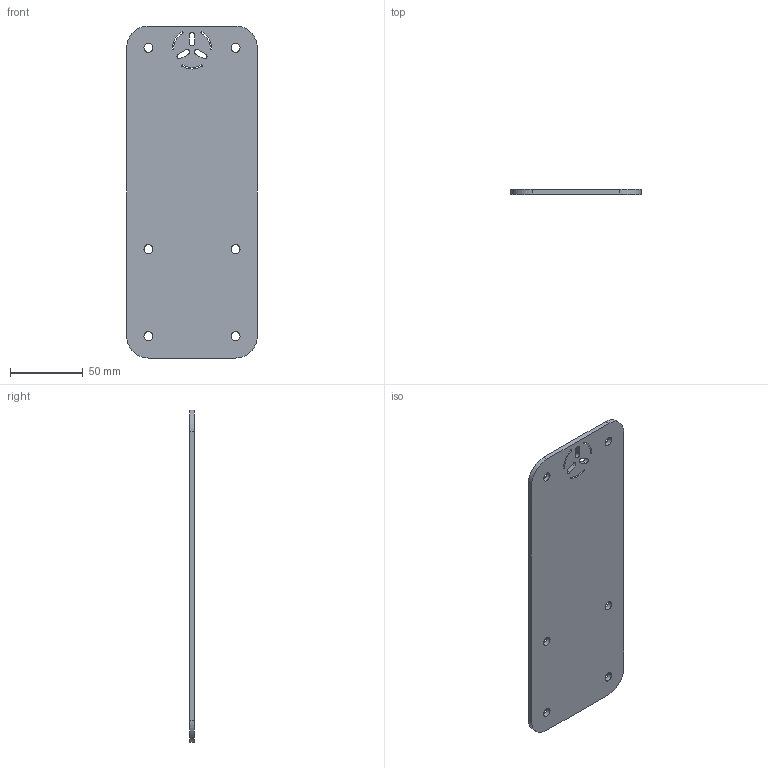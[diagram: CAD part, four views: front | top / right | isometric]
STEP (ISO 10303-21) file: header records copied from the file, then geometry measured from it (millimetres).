
FILE_DESCRIPTION (( 'STEP AP214' ), '1' );
FILE_NAME ('Teacher_Arm_KC_Base_Plate.STEP', '2024-01-07T20:39:50', ( '' ), ( '' ), 'SwSTEP 2.0', 'SolidWorks 2022', '' );
FILE_SCHEMA (( 'AUTOMOTIVE_DESIGN' ));
Length unit declared in the file: millimetre
Products named in the file (1): Teacher_Arm_KC_Base_Plate
Bounding box: 90 x 3.17 x 228.73 mm (x, y, z)
Volume: 63739.1 mm3; surface area: 42976.1 mm2
Topology: 1 solids, 1 shells, 50 faces, 144 edges, 96 vertices
Faces by surface type: cylinder 38, plane 12
Entity records: 1766 total; most frequent: DIRECTION 322, CARTESIAN_POINT 291, ORIENTED_EDGE 288, EDGE_CURVE 144, AXIS2_PLACEMENT_3D 127, VERTEX_POINT 96, CIRCLE 76, EDGE_LOOP 74
